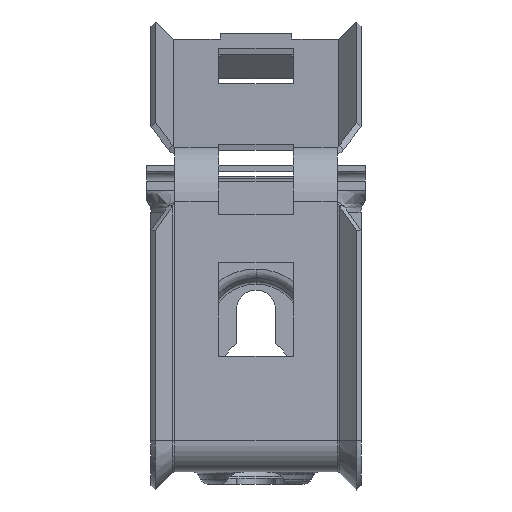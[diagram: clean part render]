
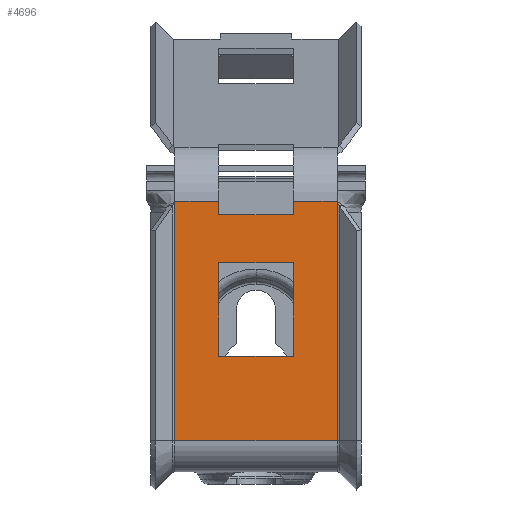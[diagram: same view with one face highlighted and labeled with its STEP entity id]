
A CAD part, front view. The second image highlights one B-rep face of the part: STEP entity #4696.
In plain terms, the highlighted planar face has unit normal (0, -1, 0).
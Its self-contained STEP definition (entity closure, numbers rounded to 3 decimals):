
#81 = ORIENTED_EDGE ( 'NONE', *, *, #1772, .T. ) ;
#94 = LINE ( 'NONE', #889, #5634 ) ;
#103 = ORIENTED_EDGE ( 'NONE', *, *, #1473, .T. ) ;
#149 = CARTESIAN_POINT ( 'NONE',  ( 12.999, -71., -4.727 ) ) ;
#246 = VERTEX_POINT ( 'NONE', #2890 ) ;
#254 = DIRECTION ( 'NONE',  ( 0., 0., -1. ) ) ;
#267 = CARTESIAN_POINT ( 'NONE',  ( 12.999, -71., -43. ) ) ;
#352 = ORIENTED_EDGE ( 'NONE', *, *, #2919, .T. ) ;
#365 = DIRECTION ( 'NONE',  ( 0., 0., -1. ) ) ;
#424 = EDGE_CURVE ( 'NONE', #246, #4489, #2076, .T. ) ;
#443 = CARTESIAN_POINT ( 'NONE',  ( 12.999, -71., -43. ) ) ;
#447 = CARTESIAN_POINT ( 'NONE',  ( -6., -71., -29.5 ) ) ;
#603 = ORIENTED_EDGE ( 'NONE', *, *, #1438, .T. ) ;
#692 = EDGE_CURVE ( 'NONE', #2753, #1947, #5262, .T. ) ;
#745 = DIRECTION ( 'NONE',  ( 0., 0., 1. ) ) ;
#765 = CARTESIAN_POINT ( 'NONE',  ( -6., -71., -14.5 ) ) ;
#889 = CARTESIAN_POINT ( 'NONE',  ( 12.999, -71., -4.727 ) ) ;
#894 = LINE ( 'NONE', #765, #2223 ) ;
#896 = ORIENTED_EDGE ( 'NONE', *, *, #6156, .F. ) ;
#957 = VERTEX_POINT ( 'NONE', #1334 ) ;
#993 = DIRECTION ( 'NONE',  ( -1., 0., 0. ) ) ;
#1112 = VERTEX_POINT ( 'NONE', #4345 ) ;
#1122 = FACE_BOUND ( 'NONE', #5484, .T. ) ;
#1164 = CARTESIAN_POINT ( 'NONE',  ( -6., -71., -4.727 ) ) ;
#1334 = CARTESIAN_POINT ( 'NONE',  ( -12.999, -71., -43. ) ) ;
#1411 = CARTESIAN_POINT ( 'NONE',  ( 6., -71., -29.5 ) ) ;
#1438 = EDGE_CURVE ( 'NONE', #1947, #4073, #2568, .T. ) ;
#1450 = PLANE ( 'NONE',  #3981 ) ;
#1473 = EDGE_CURVE ( 'NONE', #4073, #4252, #894, .T. ) ;
#1493 = VECTOR ( 'NONE', #3037, 1000. ) ;
#1505 = CARTESIAN_POINT ( 'NONE',  ( 6., -71., -14.5 ) ) ;
#1721 = VERTEX_POINT ( 'NONE', #5961 ) ;
#1738 = CARTESIAN_POINT ( 'NONE',  ( 12.999, -71., -4.727 ) ) ;
#1764 = LINE ( 'NONE', #2686, #3242 ) ;
#1766 = ORIENTED_EDGE ( 'NONE', *, *, #424, .F. ) ;
#1772 = EDGE_CURVE ( 'NONE', #4197, #6665, #1764, .T. ) ;
#1947 = VERTEX_POINT ( 'NONE', #5417 ) ;
#1988 = VERTEX_POINT ( 'NONE', #4910 ) ;
#2028 = CARTESIAN_POINT ( 'NONE',  ( 12.999, -71., -6.838 ) ) ;
#2076 = LINE ( 'NONE', #1738, #4833 ) ;
#2151 = VECTOR ( 'NONE', #6505, 1000. ) ;
#2223 = VECTOR ( 'NONE', #3562, 1000. ) ;
#2426 = ORIENTED_EDGE ( 'NONE', *, *, #5054, .T. ) ;
#2438 = EDGE_LOOP ( 'NONE', ( #2480, #81, #5608, #896, #352, #6397, #1766, #4903 ) ) ;
#2480 = ORIENTED_EDGE ( 'NONE', *, *, #5018, .T. ) ;
#2568 = LINE ( 'NONE', #6289, #4208 ) ;
#2615 = FACE_OUTER_BOUND ( 'NONE', #2438, .T. ) ;
#2646 = CARTESIAN_POINT ( 'NONE',  ( -12.999, -71., -43. ) ) ;
#2686 = CARTESIAN_POINT ( 'NONE',  ( -6., -71., -43. ) ) ;
#2753 = VERTEX_POINT ( 'NONE', #1411 ) ;
#2815 = LINE ( 'NONE', #5766, #7042 ) ;
#2890 = CARTESIAN_POINT ( 'NONE',  ( 6., -71., -4.727 ) ) ;
#2919 = EDGE_CURVE ( 'NONE', #957, #1988, #5065, .T. ) ;
#3037 = DIRECTION ( 'NONE',  ( 0., 0., 1. ) ) ;
#3196 = EDGE_CURVE ( 'NONE', #246, #1721, #2815, .T. ) ;
#3242 = VECTOR ( 'NONE', #6718, 1000. ) ;
#3478 = VECTOR ( 'NONE', #5378, 1000. ) ;
#3562 = DIRECTION ( 'NONE',  ( 1., 0., 0. ) ) ;
#3646 = LINE ( 'NONE', #1505, #3478 ) ;
#3676 = EDGE_CURVE ( 'NONE', #1988, #4489, #5906, .T. ) ;
#3691 = DIRECTION ( 'NONE',  ( 0., -1., 0. ) ) ;
#3981 = AXIS2_PLACEMENT_3D ( 'NONE', #5879, #3691, #365 ) ;
#4073 = VERTEX_POINT ( 'NONE', #5777 ) ;
#4197 = VERTEX_POINT ( 'NONE', #4938 ) ;
#4208 = VECTOR ( 'NONE', #745, 1000. ) ;
#4228 = DIRECTION ( 'NONE',  ( 1., 0., 0. ) ) ;
#4252 = VERTEX_POINT ( 'NONE', #6033 ) ;
#4345 = CARTESIAN_POINT ( 'NONE',  ( -12.999, -71., -4.727 ) ) ;
#4489 = VERTEX_POINT ( 'NONE', #149 ) ;
#4596 = ORIENTED_EDGE ( 'NONE', *, *, #692, .T. ) ;
#4623 = DIRECTION ( 'NONE',  ( 1., 0., 0. ) ) ;
#4696 = ADVANCED_FACE ( 'NONE', ( #1122, #2615 ), #1450, .T. ) ;
#4833 = VECTOR ( 'NONE', #4623, 1000. ) ;
#4903 = ORIENTED_EDGE ( 'NONE', *, *, #3196, .T. ) ;
#4910 = CARTESIAN_POINT ( 'NONE',  ( 12.999, -71., -43. ) ) ;
#4921 = VECTOR ( 'NONE', #993, 1000. ) ;
#4938 = CARTESIAN_POINT ( 'NONE',  ( -6., -71., -6.838 ) ) ;
#5018 = EDGE_CURVE ( 'NONE', #1721, #4197, #5291, .T. ) ;
#5054 = EDGE_CURVE ( 'NONE', #4252, #2753, #3646, .T. ) ;
#5065 = LINE ( 'NONE', #443, #6189 ) ;
#5086 = LINE ( 'NONE', #2646, #2151 ) ;
#5262 = LINE ( 'NONE', #447, #4921 ) ;
#5291 = LINE ( 'NONE', #2028, #6760 ) ;
#5378 = DIRECTION ( 'NONE',  ( 0., 0., -1. ) ) ;
#5417 = CARTESIAN_POINT ( 'NONE',  ( -6., -71., -29.5 ) ) ;
#5484 = EDGE_LOOP ( 'NONE', ( #103, #2426, #4596, #603 ) ) ;
#5608 = ORIENTED_EDGE ( 'NONE', *, *, #5713, .F. ) ;
#5634 = VECTOR ( 'NONE', #4228, 1000. ) ;
#5713 = EDGE_CURVE ( 'NONE', #1112, #6665, #94, .T. ) ;
#5766 = CARTESIAN_POINT ( 'NONE',  ( 6., -71., -43. ) ) ;
#5777 = CARTESIAN_POINT ( 'NONE',  ( -6., -71., -14.5 ) ) ;
#5879 = CARTESIAN_POINT ( 'NONE',  ( 12.999, -71., -43. ) ) ;
#5880 = DIRECTION ( 'NONE',  ( -1., 0., 0. ) ) ;
#5906 = LINE ( 'NONE', #267, #1493 ) ;
#5961 = CARTESIAN_POINT ( 'NONE',  ( 6., -71., -6.838 ) ) ;
#6033 = CARTESIAN_POINT ( 'NONE',  ( 6., -71., -14.5 ) ) ;
#6156 = EDGE_CURVE ( 'NONE', #957, #1112, #5086, .T. ) ;
#6189 = VECTOR ( 'NONE', #7065, 1000. ) ;
#6289 = CARTESIAN_POINT ( 'NONE',  ( -6., -71., -14.5 ) ) ;
#6397 = ORIENTED_EDGE ( 'NONE', *, *, #3676, .T. ) ;
#6505 = DIRECTION ( 'NONE',  ( 0., 0., 1. ) ) ;
#6665 = VERTEX_POINT ( 'NONE', #1164 ) ;
#6718 = DIRECTION ( 'NONE',  ( 0., 0., 1. ) ) ;
#6760 = VECTOR ( 'NONE', #5880, 1000. ) ;
#7042 = VECTOR ( 'NONE', #254, 1000. ) ;
#7065 = DIRECTION ( 'NONE',  ( 1., 0., 0. ) ) ;
